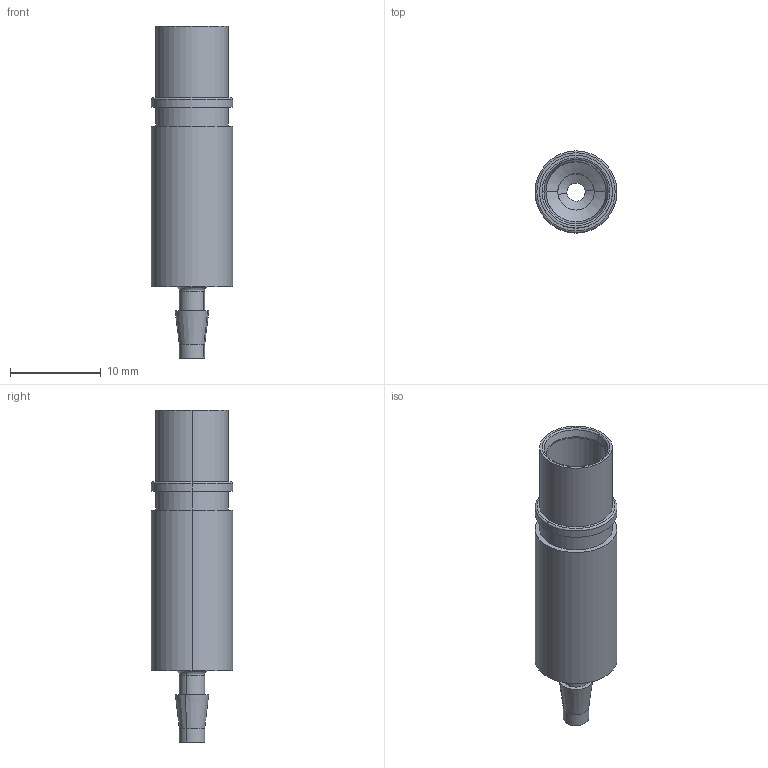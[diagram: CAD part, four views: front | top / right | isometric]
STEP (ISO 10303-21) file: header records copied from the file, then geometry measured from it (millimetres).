
FILE_DESCRIPTION(('Creo Elements/Direct Modeling STEP Export'),'2;1');
FILE_NAME('0ln7uvk5btloqb12516','2021-07-27T11:35:18',(''),(''),'Creo Elements/Direct Modeling STEP processor for AP214 (Solid Model)','Creo Elements/Direct Modeling 20.1B 02-Apr-2019 (C) Parametric Technology GmbH','');
FILE_SCHEMA(('AUTOMOTIVE_DESIGN { 1 0 10303 214 1 1 1 1 }'));
Length unit declared in the file: millimetre
Products named in the file (2): CX_3.0_MPF
Assembly tree (1 placements, depth 2):
  CX_3.0_MPF
    CX_3.0_MPF
Bounding box: 9 x 9 x 36.5 mm (x, y, z)
Volume: 1178.7 mm3; surface area: 1456 mm2
Topology: 1 solids, 1 shells, 41 faces, 86 edges, 52 vertices
Faces by surface type: cylinder 18, torus 8, cone 8, plane 7
Entity records: 1349 total; most frequent: DIRECTION 176, ORIENTED_EDGE 172, CARTESIAN_POINT 153, EDGE_CURVE 86, AXIS2_PLACEMENT_3D 75, VERTEX_POINT 52, EDGE_LOOP 48, COLOUR_RGB 42
